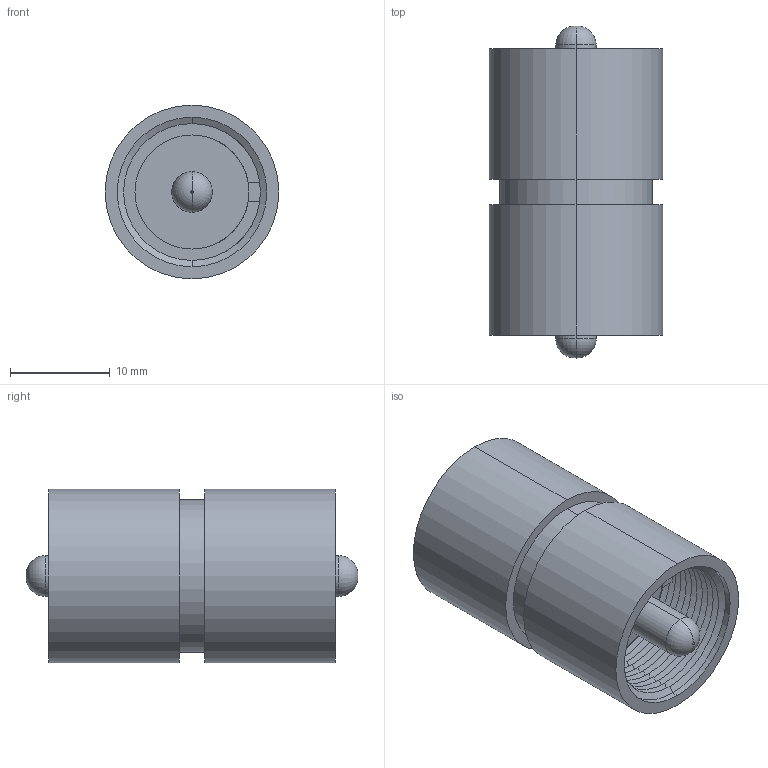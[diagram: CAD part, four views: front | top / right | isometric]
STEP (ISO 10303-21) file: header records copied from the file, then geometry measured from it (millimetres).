
FILE_DESCRIPTION (( 'STEP AP203' ), '1' );
FILE_NAME ('BA280.STEP', '2006-06-30T19:24:49', ( ' ' ), ( ' ' ), 'SwSTEP 2.0', 'SolidWorks 2005354', '' );
FILE_SCHEMA (( 'CONFIG_CONTROL_DESIGN' ));
Length unit declared in the file: inch
Products named in the file (1): BA280
Bounding box: 17.4 x 33.27 x 17.4 mm (x, y, z)
Volume: 3993.8 mm3; surface area: 4014 mm2
Topology: 1 solids, 1 shells, 187 faces, 427 edges, 238 vertices
Faces by surface type: cone 88, cylinder 69, plane 26, torus 4
Entity records: 5305 total; most frequent: DIRECTION 982, CARTESIAN_POINT 955, ORIENTED_EDGE 854, EDGE_CURVE 427, AXIS2_PLACEMENT_3D 399, VERTEX_POINT 238, CIRCLE 211, EDGE_LOOP 195
